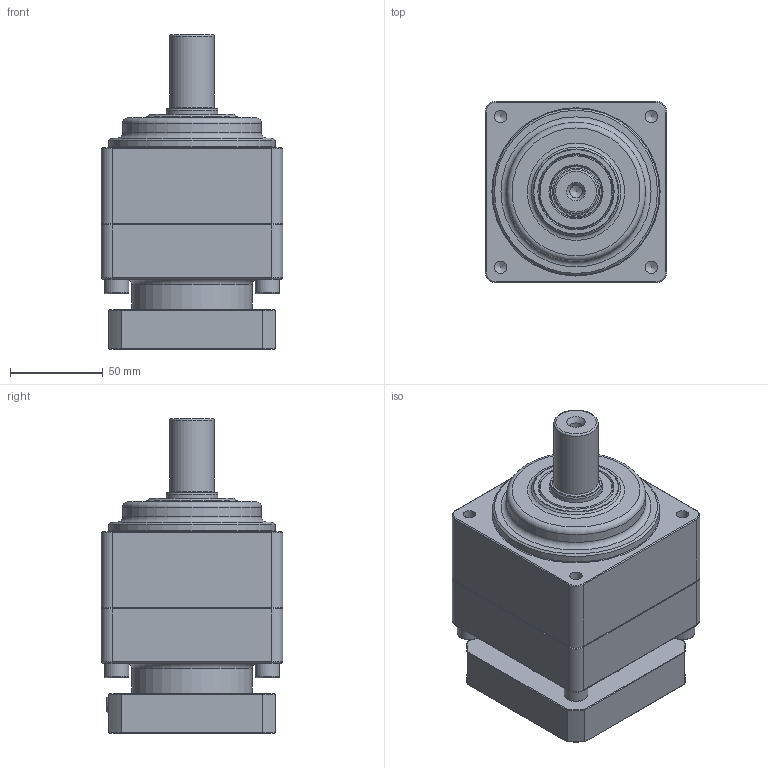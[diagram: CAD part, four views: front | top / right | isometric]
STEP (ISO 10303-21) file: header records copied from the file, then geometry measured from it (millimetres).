
FILE_DESCRIPTION(('DDD'),'2;1');
FILE_NAME('VRXF-□-15~45D-S-14EJ14.stp','2015-12-03T23:57:13',('BBB'),('CCC'),'Autodesk Inventor 2012','Autodesk Inventor 2012','AAA');
FILE_SCHEMA(('CONFIG_CONTROL_DESIGN'));
Length unit declared in the file: millimetre
Products named in the file (1): Part2657
Bounding box: 98 x 98 x 170 mm (x, y, z)
Volume: 965786.8 mm3; surface area: 87910.1 mm2
Topology: 1 solids, 12 shells, 369 faces, 865 edges, 542 vertices
Faces by surface type: plane 177, cylinder 85, cone 67, torus 40
Full cylindrical faces by diameter (mm): 4 x7, 4.5 x7, 4.917 x4, 5 x1, 5.5 x1, 6.647 x5, 7 x7, 8 x12, 8.5 x1, 13 x4, 14 x1, 24 x1, 28 x1, 40 x1, 45 x1, 65 x1, 75 x1, 90 x1
Entity records: 9749 total; most frequent: CARTESIAN_POINT 2056, DIRECTION 1563, ORIENTED_EDGE 1378, EDGE_CURVE 689, AXIS2_PLACEMENT_3D 636, EDGE_LOOP 539, VERTEX_POINT 490, FACE_OUTER_BOUND 369
